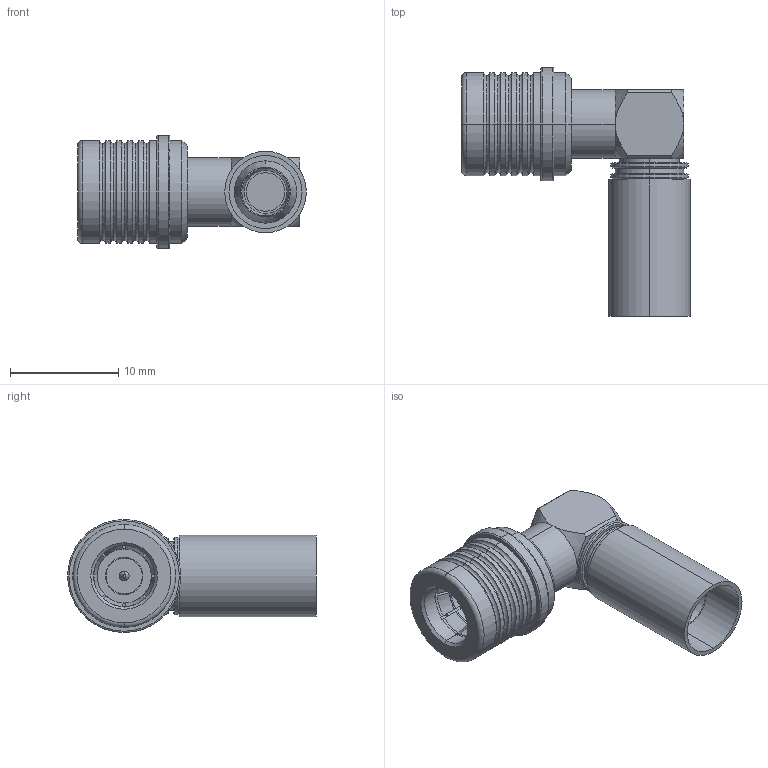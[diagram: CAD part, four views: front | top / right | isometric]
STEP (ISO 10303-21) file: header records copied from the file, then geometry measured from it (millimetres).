
FILE_DESCRIPTION (( 'STEP AP203' ), '1' );
FILE_NAME ('3190-2895(EZ-240-QM-RA-X).STEP', '2017-07-19T05:37:33', ( '' ), ( '' ), 'SwSTEP 2.0', 'SolidWorks 2017', '' );
FILE_SCHEMA (( 'CONFIG_CONTROL_DESIGN' ));
Length unit declared in the file: millimetre
Products named in the file (1): 3190-2895(EZ-240-QM-RA-X)
Bounding box: 21.15 x 23.01 x 10.46 mm (x, y, z)
Volume: 1026.7 mm3; surface area: 2580.3 mm2
Topology: 1 solids, 1 shells, 307 faces, 798 edges, 498 vertices
Faces by surface type: cylinder 106, plane 83, cone 80, torus 38
Entity records: 9825 total; most frequent: CARTESIAN_POINT 2112, DIRECTION 1678, ORIENTED_EDGE 1596, EDGE_CURVE 798, AXIS2_PLACEMENT_3D 684, VERTEX_POINT 498, CIRCLE 376, EDGE_LOOP 328
